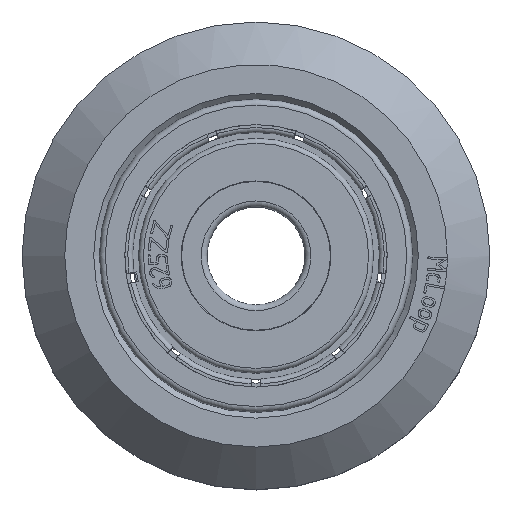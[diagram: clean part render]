
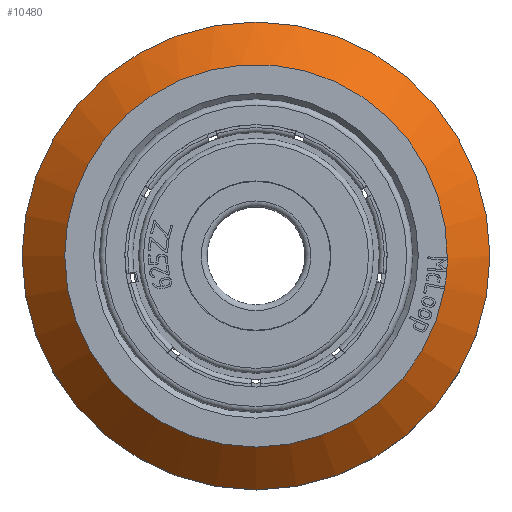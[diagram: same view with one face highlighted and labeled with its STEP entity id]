
A CAD part, top view. The second image highlights one B-rep face of the part: STEP entity #10480.
In plain terms, the highlighted conical face has half-angle 45.066 degrees and reference radius 10.857 mm.
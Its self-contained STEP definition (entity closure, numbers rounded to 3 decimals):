
#257=CONICAL_SURFACE('',#11092,10.858,0.787);
#449=LINE('',#15584,#1244);
#1244=VECTOR('',#11948,10.858);
#1896=B_SPLINE_CURVE_WITH_KNOTS('',3,(#14127,#14128,#14129,#14130),
 .UNSPECIFIED.,.F.,.F.,(4,4),(0.,0.002),.UNSPECIFIED.);
#1899=B_SPLINE_CURVE_WITH_KNOTS('',3,(#14158,#14159,#14160,#14161),
 .UNSPECIFIED.,.F.,.F.,(4,4),(0.,0.002),.UNSPECIFIED.);
#1902=B_SPLINE_CURVE_WITH_KNOTS('',3,(#14197,#14198,#14199,#14200),
 .UNSPECIFIED.,.F.,.F.,(4,4),(0.,0.003),.UNSPECIFIED.);
#1917=B_SPLINE_CURVE_WITH_KNOTS('',3,(#14399,#14400,#14401,#14402),
 .UNSPECIFIED.,.F.,.F.,(4,4),(0.,0.003),.UNSPECIFIED.);
#1952=B_SPLINE_CURVE_WITH_KNOTS('',3,(#14819,#14820,#14821,#14822),
 .UNSPECIFIED.,.F.,.F.,(4,4),(0.,0.001),.UNSPECIFIED.);
#1961=B_SPLINE_CURVE_WITH_KNOTS('',3,(#14939,#14940,#14941,#14942),
 .UNSPECIFIED.,.F.,.F.,(4,4),(0.,0.001),.UNSPECIFIED.);
#2847=FACE_OUTER_BOUND('',#3443,.T.);
#3443=EDGE_LOOP('',(#7432,#7433,#7434,#7435,#7436,#7437,#7438,#7439,#7440,
#7441,#7442,#7443,#7444));
#3956=CIRCLE('',#11093,9.77);
#3957=CIRCLE('',#11094,9.77);
#3958=CIRCLE('',#11095,9.77);
#3959=CIRCLE('',#11096,11.945);
#3960=CIRCLE('',#11097,9.77);
#4240=VERTEX_POINT('',#14125);
#4241=VERTEX_POINT('',#14126);
#4245=VERTEX_POINT('',#14156);
#4246=VERTEX_POINT('',#14157);
#4252=VERTEX_POINT('',#14196);
#4279=VERTEX_POINT('',#14398);
#4320=VERTEX_POINT('',#14817);
#4321=VERTEX_POINT('',#14818);
#4339=VERTEX_POINT('',#14938);
#4416=VERTEX_POINT('',#15581);
#4417=VERTEX_POINT('',#15583);
#5334=EDGE_CURVE('',#4240,#4241,#1896,.T.);
#5339=EDGE_CURVE('',#4245,#4246,#1899,.T.);
#5349=EDGE_CURVE('',#4252,#4240,#1902,.T.);
#5389=EDGE_CURVE('',#4246,#4279,#1917,.T.);
#5452=EDGE_CURVE('',#4320,#4321,#1952,.T.);
#5476=EDGE_CURVE('',#4321,#4339,#1961,.T.);
#5595=EDGE_CURVE('',#4245,#4241,#3956,.T.);
#5596=EDGE_CURVE('',#4320,#4279,#3957,.T.);
#5597=EDGE_CURVE('',#4416,#4339,#3958,.T.);
#5598=EDGE_CURVE('',#4416,#4417,#449,.T.);
#5599=EDGE_CURVE('',#4417,#4417,#3959,.T.);
#5600=EDGE_CURVE('',#4252,#4416,#3960,.T.);
#7432=ORIENTED_EDGE('',*,*,#5349,.T.);
#7433=ORIENTED_EDGE('',*,*,#5334,.T.);
#7434=ORIENTED_EDGE('',*,*,#5595,.F.);
#7435=ORIENTED_EDGE('',*,*,#5339,.T.);
#7436=ORIENTED_EDGE('',*,*,#5389,.T.);
#7437=ORIENTED_EDGE('',*,*,#5596,.F.);
#7438=ORIENTED_EDGE('',*,*,#5452,.T.);
#7439=ORIENTED_EDGE('',*,*,#5476,.T.);
#7440=ORIENTED_EDGE('',*,*,#5597,.F.);
#7441=ORIENTED_EDGE('',*,*,#5598,.T.);
#7442=ORIENTED_EDGE('',*,*,#5599,.T.);
#7443=ORIENTED_EDGE('',*,*,#5598,.F.);
#7444=ORIENTED_EDGE('',*,*,#5600,.F.);
#10480=ADVANCED_FACE('',(#2847),#257,.T.);
#11092=AXIS2_PLACEMENT_3D('',#15578,#11940,#11941);
#11093=AXIS2_PLACEMENT_3D('',#15579,#11942,#11943);
#11094=AXIS2_PLACEMENT_3D('',#15580,#11944,#11945);
#11095=AXIS2_PLACEMENT_3D('',#15582,#11946,#11947);
#11096=AXIS2_PLACEMENT_3D('',#15585,#11949,#11950);
#11097=AXIS2_PLACEMENT_3D('',#15586,#11951,#11952);
#11940=DIRECTION('center_axis',(0.,0.,-1.));
#11941=DIRECTION('ref_axis',(1.,0.,0.));
#11942=DIRECTION('center_axis',(0.,0.,1.));
#11943=DIRECTION('ref_axis',(1.,0.,0.));
#11944=DIRECTION('center_axis',(0.,0.,1.));
#11945=DIRECTION('ref_axis',(1.,0.,0.));
#11946=DIRECTION('center_axis',(0.,0.,1.));
#11947=DIRECTION('ref_axis',(1.,0.,0.));
#11948=DIRECTION('',(-0.708,0.,-0.706));
#11949=DIRECTION('center_axis',(0.,0.,1.));
#11950=DIRECTION('ref_axis',(1.,0.,0.));
#11951=DIRECTION('center_axis',(0.,0.,1.));
#11952=DIRECTION('ref_axis',(1.,0.,0.));
#14125=CARTESIAN_POINT('',(9.773,-0.15,5.11));
#14126=CARTESIAN_POINT('',(9.769,-0.17,5.115));
#14127=CARTESIAN_POINT('Ctrl Pts',(9.773,-0.15,5.11));
#14128=CARTESIAN_POINT('Ctrl Pts',(9.772,-0.157,
5.112));
#14129=CARTESIAN_POINT('Ctrl Pts',(9.771,-0.164,
5.113));
#14130=CARTESIAN_POINT('Ctrl Pts',(9.769,-0.17,
5.115));
#14156=CARTESIAN_POINT('',(9.743,-0.728,5.115));
#14157=CARTESIAN_POINT('',(9.746,-0.75,5.11));
#14158=CARTESIAN_POINT('Ctrl Pts',(9.743,-0.728,5.115));
#14159=CARTESIAN_POINT('Ctrl Pts',(9.745,-0.735,
5.112));
#14160=CARTESIAN_POINT('Ctrl Pts',(9.745,-0.742,
5.111));
#14161=CARTESIAN_POINT('Ctrl Pts',(9.746,-0.75,
5.11));
#14196=CARTESIAN_POINT('',(9.769,-0.124,5.115));
#14197=CARTESIAN_POINT('Ctrl Pts',(9.769,-0.124,
5.115));
#14198=CARTESIAN_POINT('Ctrl Pts',(9.772,-0.132,
5.112));
#14199=CARTESIAN_POINT('Ctrl Pts',(9.773,-0.141,
5.111));
#14200=CARTESIAN_POINT('Ctrl Pts',(9.773,-0.15,
5.11));
#14398=CARTESIAN_POINT('',(9.739,-0.775,5.115));
#14399=CARTESIAN_POINT('Ctrl Pts',(9.746,-0.75,
5.11));
#14400=CARTESIAN_POINT('Ctrl Pts',(9.744,-0.759,5.111));
#14401=CARTESIAN_POINT('Ctrl Pts',(9.742,-0.768,5.112));
#14402=CARTESIAN_POINT('Ctrl Pts',(9.739,-0.775,
5.115));
#14817=CARTESIAN_POINT('',(9.633,-1.628,5.115));
#14818=CARTESIAN_POINT('',(9.633,-1.643,5.113));
#14819=CARTESIAN_POINT('Ctrl Pts',(9.633,-1.628,5.115));
#14820=CARTESIAN_POINT('Ctrl Pts',(9.633,-1.633,5.114));
#14821=CARTESIAN_POINT('Ctrl Pts',(9.633,-1.638,5.114));
#14822=CARTESIAN_POINT('Ctrl Pts',(9.633,-1.643,5.113));
#14938=CARTESIAN_POINT('',(9.629,-1.654,5.115));
#14939=CARTESIAN_POINT('Ctrl Pts',(9.633,-1.643,5.113));
#14940=CARTESIAN_POINT('Ctrl Pts',(9.632,-1.646,5.114));
#14941=CARTESIAN_POINT('Ctrl Pts',(9.63,-1.65,5.114));
#14942=CARTESIAN_POINT('Ctrl Pts',(9.629,-1.654,5.115));
#15578=CARTESIAN_POINT('Origin',(0.,0.,4.03));
#15579=CARTESIAN_POINT('Origin',(0.,0.,5.115));
#15580=CARTESIAN_POINT('Origin',(0.,0.,5.115));
#15581=CARTESIAN_POINT('',(-9.77,0.,5.115));
#15582=CARTESIAN_POINT('Origin',(0.,0.,5.115));
#15583=CARTESIAN_POINT('',(-11.945,0.,2.945));
#15584=CARTESIAN_POINT('',(-10.858,0.,4.03));
#15585=CARTESIAN_POINT('Origin',(0.,0.,2.945));
#15586=CARTESIAN_POINT('Origin',(0.,0.,5.115));
